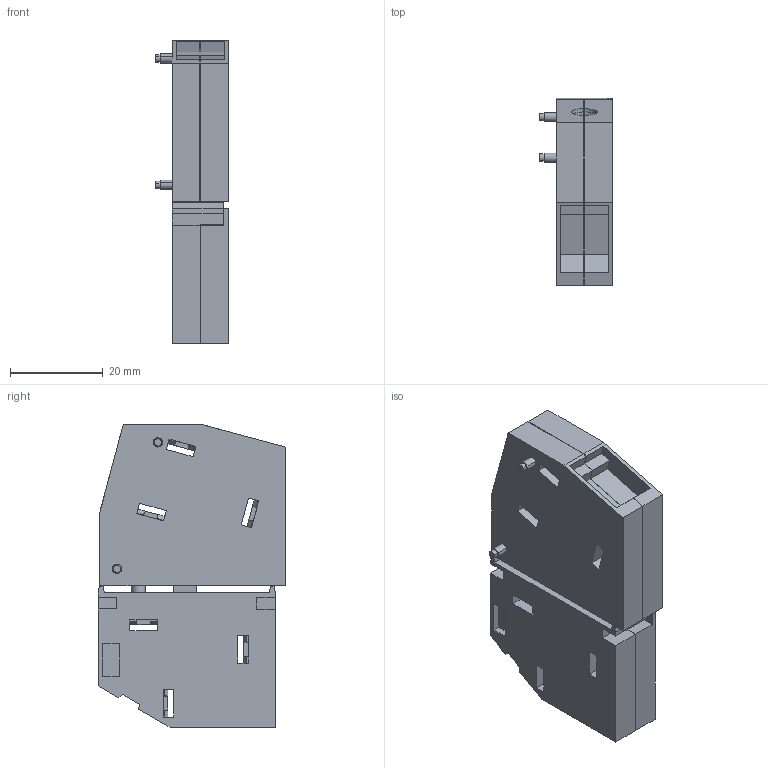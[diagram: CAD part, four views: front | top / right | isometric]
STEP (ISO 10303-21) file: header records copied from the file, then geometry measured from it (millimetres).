
FILE_DESCRIPTION(('CATIA V5 STEP Exchange','CAx-IF Rec.Pracs.--- Model Styling and Organization---1.2---2011-12-15'),'2;1');
FILE_NAME ('D1462150_0', '2017-07-20T12:52:47+00:00', ('none'), ('Weidmueller'), 'CATIA Version 5-6 Release 2014', 'CATIA V5 STEP AP214', 'none');
FILE_SCHEMA(('AUTOMOTIVE_DESIGN { 1 0 10303 214 1 1 1 1 }'));
Length unit declared in the file: millimetre
Products named in the file (1): 2440580000
Bounding box: 15.7 x 40.36 x 65.1 mm (x, y, z)
Volume: 25093.1 mm3; surface area: 12507.2 mm2
Topology: 4 solids, 4 shells, 515 faces, 1425 edges, 955 vertices
Faces by surface type: plane 475, cylinder 40
Entity records: 15918 total; most frequent: CARTESIAN_POINT 2884, ORIENTED_EDGE 2850, DIRECTION 2096, EDGE_CURVE 1425, VECTOR 1337, LINE 1337, VERTEX_POINT 955, EDGE_LOOP 564
